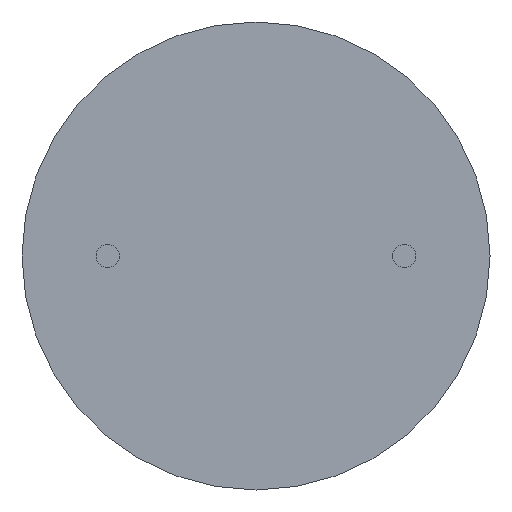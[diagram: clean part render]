
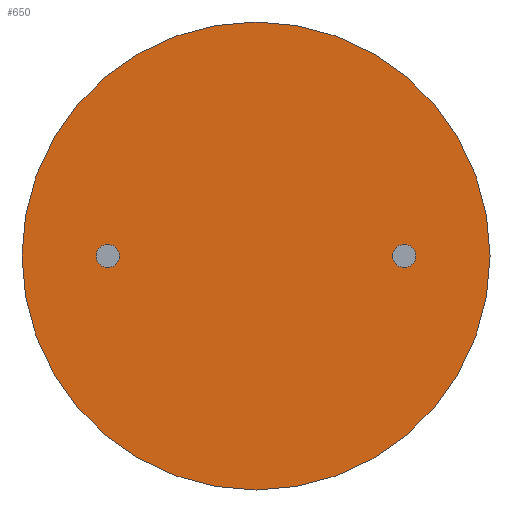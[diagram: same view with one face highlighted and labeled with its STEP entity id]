
A CAD part, front view. The second image highlights one B-rep face of the part: STEP entity #650.
In plain terms, the highlighted planar face has unit normal (0, -1, 0).
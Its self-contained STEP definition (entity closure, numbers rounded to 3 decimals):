
#25 = VERTEX_POINT ( 'NONE', #819 ) ;
#45 = EDGE_LOOP ( 'NONE', ( #401, #98 ) ) ;
#54 = EDGE_LOOP ( 'NONE', ( #479, #626 ) ) ;
#67 = DIRECTION ( 'NONE',  ( 0., -1., 0. ) ) ;
#74 = CARTESIAN_POINT ( 'NONE',  ( -3.8, 0., 0. ) ) ;
#98 = ORIENTED_EDGE ( 'NONE', *, *, #581, .F. ) ;
#104 = AXIS2_PLACEMENT_3D ( 'NONE', #274, #753, #328 ) ;
#137 = DIRECTION ( 'NONE',  ( 0., -1., 0. ) ) ;
#155 = EDGE_CURVE ( 'NONE', #368, #25, #813, .T. ) ;
#157 = DIRECTION ( 'NONE',  ( 0., -1., 0. ) ) ;
#181 = AXIS2_PLACEMENT_3D ( 'NONE', #211, #600, #549 ) ;
#193 = EDGE_LOOP ( 'NONE', ( #661, #437 ) ) ;
#210 = PLANE ( 'NONE',  #447 ) ;
#211 = CARTESIAN_POINT ( 'NONE',  ( 0., 0., 0. ) ) ;
#223 = VERTEX_POINT ( 'NONE', #427 ) ;
#247 = VERTEX_POINT ( 'NONE', #303 ) ;
#250 = EDGE_CURVE ( 'NONE', #518, #247, #253, .T. ) ;
#253 = CIRCLE ( 'NONE', #181, 6. ) ;
#274 = CARTESIAN_POINT ( 'NONE',  ( -3.8, 0., 0. ) ) ;
#277 = DIRECTION ( 'NONE',  ( 0., 0., 1. ) ) ;
#295 = CIRCLE ( 'NONE', #832, 0.3 ) ;
#303 = CARTESIAN_POINT ( 'NONE',  ( 0., 0., -6. ) ) ;
#328 = DIRECTION ( 'NONE',  ( 0., 0., 1. ) ) ;
#337 = CARTESIAN_POINT ( 'NONE',  ( 0., 0., 0. ) ) ;
#368 = VERTEX_POINT ( 'NONE', #659 ) ;
#387 = EDGE_CURVE ( 'NONE', #865, #223, #484, .T. ) ;
#401 = ORIENTED_EDGE ( 'NONE', *, *, #155, .F. ) ;
#404 = DIRECTION ( 'NONE',  ( 0., 0., 1. ) ) ;
#414 = FACE_OUTER_BOUND ( 'NONE', #193, .T. ) ;
#427 = CARTESIAN_POINT ( 'NONE',  ( 3.8, 0., 0.3 ) ) ;
#437 = ORIENTED_EDGE ( 'NONE', *, *, #250, .F. ) ;
#447 = AXIS2_PLACEMENT_3D ( 'NONE', #599, #681, #277 ) ;
#448 = CARTESIAN_POINT ( 'NONE',  ( 3.8, 0., 0. ) ) ;
#479 = ORIENTED_EDGE ( 'NONE', *, *, #789, .F. ) ;
#484 = CIRCLE ( 'NONE', #822, 0.3 ) ;
#492 = AXIS2_PLACEMENT_3D ( 'NONE', #337, #826, #404 ) ;
#500 = CIRCLE ( 'NONE', #492, 6. ) ;
#515 = DIRECTION ( 'NONE',  ( 0., 0., 1. ) ) ;
#518 = VERTEX_POINT ( 'NONE', #580 ) ;
#542 = CARTESIAN_POINT ( 'NONE',  ( 3.8, 0., 0. ) ) ;
#549 = DIRECTION ( 'NONE',  ( 0., 0., 1. ) ) ;
#551 = CARTESIAN_POINT ( 'NONE',  ( 3.8, 0., -0.3 ) ) ;
#580 = CARTESIAN_POINT ( 'NONE',  ( 0., 0., 6. ) ) ;
#581 = EDGE_CURVE ( 'NONE', #25, #368, #641, .T. ) ;
#592 = DIRECTION ( 'NONE',  ( 0., 0., 1. ) ) ;
#599 = CARTESIAN_POINT ( 'NONE',  ( 0., 0., 0. ) ) ;
#600 = DIRECTION ( 'NONE',  ( 0., 1., 0. ) ) ;
#616 = DIRECTION ( 'NONE',  ( 0., 0., 1. ) ) ;
#626 = ORIENTED_EDGE ( 'NONE', *, *, #387, .F. ) ;
#641 = CIRCLE ( 'NONE', #104, 0.3 ) ;
#650 = ADVANCED_FACE ( 'NONE', ( #775, #414, #788 ), #210, .F. ) ;
#659 = CARTESIAN_POINT ( 'NONE',  ( -3.8, 0., 0.3 ) ) ;
#661 = ORIENTED_EDGE ( 'NONE', *, *, #727, .F. ) ;
#681 = DIRECTION ( 'NONE',  ( 0., 1., 0. ) ) ;
#705 = AXIS2_PLACEMENT_3D ( 'NONE', #74, #137, #592 ) ;
#727 = EDGE_CURVE ( 'NONE', #247, #518, #500, .T. ) ;
#753 = DIRECTION ( 'NONE',  ( 0., -1., 0. ) ) ;
#775 = FACE_BOUND ( 'NONE', #45, .T. ) ;
#788 = FACE_BOUND ( 'NONE', #54, .T. ) ;
#789 = EDGE_CURVE ( 'NONE', #223, #865, #295, .T. ) ;
#813 = CIRCLE ( 'NONE', #705, 0.3 ) ;
#819 = CARTESIAN_POINT ( 'NONE',  ( -3.8, 0., -0.3 ) ) ;
#822 = AXIS2_PLACEMENT_3D ( 'NONE', #448, #67, #515 ) ;
#826 = DIRECTION ( 'NONE',  ( 0., 1., 0. ) ) ;
#832 = AXIS2_PLACEMENT_3D ( 'NONE', #542, #157, #616 ) ;
#865 = VERTEX_POINT ( 'NONE', #551 ) ;
